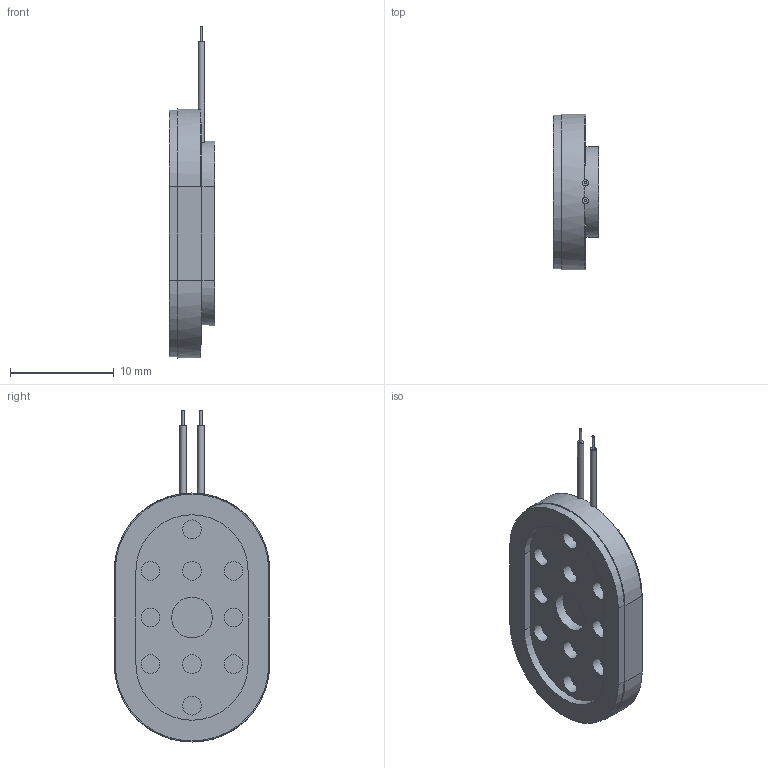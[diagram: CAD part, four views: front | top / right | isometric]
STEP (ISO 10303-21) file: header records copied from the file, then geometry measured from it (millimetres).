
FILE_DESCRIPTION(/* description */ ('Alibre Inc.'),/* implementation_level */ '2;1');
FILE_NAME(/* name */ 'export0',/* time_stamp */ '2018-04-15T15:20:52-05:00',/* author */ (''),/* organization */ (''),/* preprocessor_version */ 'ST-DEVELOPER v14',/* originating_system */ 'Alibre',/* authorisation */ '');
FILE_SCHEMA (('AUTOMOTIVE_DESIGN'));
Length unit declared in the file: centimetre
Bounding box: 4.4 x 15 x 32 mm (x, y, z)
Volume: 962.3 mm3; surface area: 1025.5 mm2
Topology: 1 solids, 1 shells, 63 faces, 134 edges, 88 vertices
Faces by surface type: plane 37, cylinder 26
Full cylindrical faces by diameter (mm): 0.226 x2, 0.6 x2, 1.8 x10, 3.9 x1
Entity records: 1594 total; most frequent: CARTESIAN_POINT 328, ORIENTED_EDGE 234, DIRECTION 233, EDGE_CURVE 117, AXIS2_PLACEMENT_3D 106, EDGE_LOOP 93, FACE_BOUND 93, VERTEX_POINT 86
